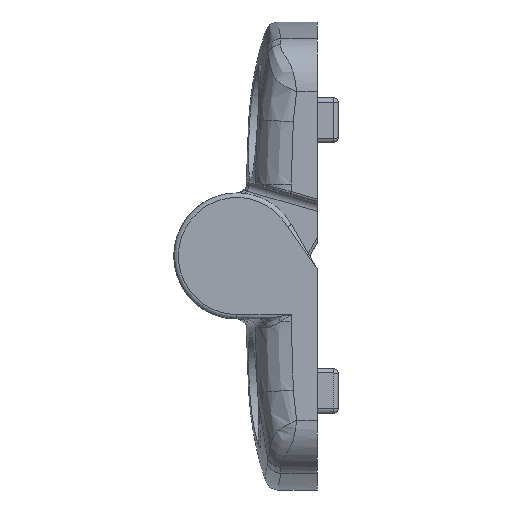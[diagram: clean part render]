
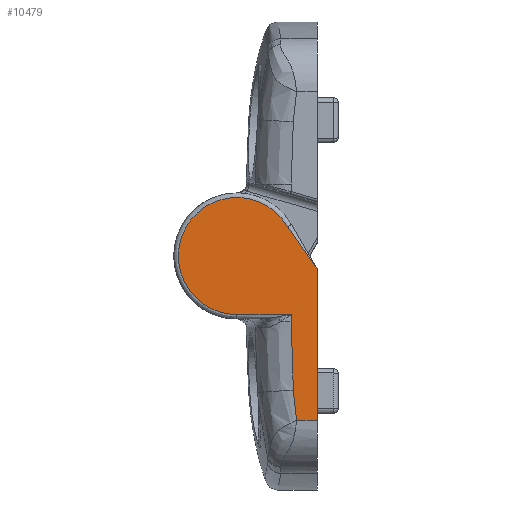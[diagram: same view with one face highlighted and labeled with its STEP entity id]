
A CAD part, left-side view. The second image highlights one B-rep face of the part: STEP entity #10479.
In plain terms, the highlighted planar face has unit normal (-1, 0, 0).
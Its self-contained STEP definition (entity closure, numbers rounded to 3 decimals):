
#132 = B_SPLINE_CURVE_WITH_KNOTS ( 'NONE', 3,
 ( #11241, #13736, #5379, #2879, #3971, #11318, #6393, #12404, #4203, #1613, #7494, #11166, #9904, #12564, #1690, #434, #1534, #9978, #6472, #583, #14760, #505, #660, #11094, #5454, #2955, #3034, #10212, #8887, #5299, #7798, #4276, #10060, #1762 ),
 .UNSPECIFIED., .F., .F.,
 ( 4, 2, 2, 2, 2, 2, 2, 2, 2, 2, 2, 2, 2, 2, 2, 2, 4 ),
 ( 0., 0.063, 0.125, 0.188, 0.25, 0.313, 0.375, 0.438, 0.5, 0.563, 0.625, 0.688, 0.75, 0.813, 0.875, 0.938, 1. ),
 .UNSPECIFIED. ) ;
#434 = CARTESIAN_POINT ( 'NONE',  ( -24.618, -2.388, 24.736 ) ) ;
#505 = CARTESIAN_POINT ( 'NONE',  ( -24.618, -0.888, 19.973 ) ) ;
#583 = CARTESIAN_POINT ( 'NONE',  ( -24.618, -0.962, 21.675 ) ) ;
#660 = CARTESIAN_POINT ( 'NONE',  ( -24.618, -0.962, 19.412 ) ) ;
#746 = EDGE_CURVE ( 'NONE', #9889, #6038, #3826, .T. ) ;
#1023 = EDGE_CURVE ( 'NONE', #9901, #15466, #6523, .T. ) ;
#1335 = B_SPLINE_CURVE_WITH_KNOTS ( 'NONE', 3,
 ( #2195, #2271, #4097, #3290 ),
 .UNSPECIFIED., .F., .F.,
 ( 4, 4 ),
 ( 0., 0.008 ),
 .UNSPECIFIED. ) ;
#1534 = CARTESIAN_POINT ( 'NONE',  ( -24.618, -2.044, 24.287 ) ) ;
#1612 = CARTESIAN_POINT ( 'NONE',  ( -24.618, -13.421, 13.243 ) ) ;
#1613 = CARTESIAN_POINT ( 'NONE',  ( -24.618, -6.818, 27.043 ) ) ;
#1690 = CARTESIAN_POINT ( 'NONE',  ( -24.618, -3.195, 25.543 ) ) ;
#1754 = AXIS2_PLACEMENT_3D ( 'NONE', #10582, #14179, #15350 ) ;
#1762 = CARTESIAN_POINT ( 'NONE',  ( -24.618, -7.388, 14.043 ) ) ;
#1801 = CARTESIAN_POINT ( 'NONE',  ( -24.618, -7.388, 14.043 ) ) ;
#2191 = EDGE_CURVE ( 'NONE', #12934, #14577, #3959, .T. ) ;
#2195 = CARTESIAN_POINT ( 'NONE',  ( -24.618, -13.421, 13.243 ) ) ;
#2196 = ORIENTED_EDGE ( 'NONE', *, *, #15468, .T. ) ;
#2271 = CARTESIAN_POINT ( 'NONE',  ( -24.618, -13.421, 10.708 ) ) ;
#2471 = CARTESIAN_POINT ( 'NONE',  ( -24.618, -16.292, 19.121 ) ) ;
#2499 = CARTESIAN_POINT ( 'NONE',  ( -24.618, -13.421, 13.243 ) ) ;
#2677 = EDGE_CURVE ( 'NONE', #6038, #13894, #1335, .T. ) ;
#2879 = CARTESIAN_POINT ( 'NONE',  ( -24.618, -11.581, 25.543 ) ) ;
#2955 = CARTESIAN_POINT ( 'NONE',  ( -24.618, -2.044, 16.8 ) ) ;
#3034 = CARTESIAN_POINT ( 'NONE',  ( -24.618, -2.388, 16.35 ) ) ;
#3235 = ORIENTED_EDGE ( 'NONE', *, *, #7466, .F. ) ;
#3290 = CARTESIAN_POINT ( 'NONE',  ( -24.618, -13.661, 5.645 ) ) ;
#3556 = CARTESIAN_POINT ( 'NONE',  ( -24.618, -16.338, 21.677 ) ) ;
#3826 = LINE ( 'NONE', #1612, #4055 ) ;
#3959 = LINE ( 'NONE', #5206, #15307 ) ;
#3971 = CARTESIAN_POINT ( 'NONE',  ( -24.618, -11.131, 25.887 ) ) ;
#4055 = VECTOR ( 'NONE', #12031, 1000. ) ;
#4097 = CARTESIAN_POINT ( 'NONE',  ( -24.618, -13.501, 8.175 ) ) ;
#4203 = CARTESIAN_POINT ( 'NONE',  ( -24.618, -7.958, 27.043 ) ) ;
#4220 = CARTESIAN_POINT ( 'NONE',  ( -24.618, -13.017, 23.793 ) ) ;
#4276 = CARTESIAN_POINT ( 'NONE',  ( -24.618, -6.256, 14.117 ) ) ;
#5108 = ORIENTED_EDGE ( 'NONE', *, *, #2677, .T. ) ;
#5206 = CARTESIAN_POINT ( 'NONE',  ( -24.618, -0.318, 2.283 ) ) ;
#5299 = CARTESIAN_POINT ( 'NONE',  ( -24.618, -4.631, 14.629 ) ) ;
#5379 = CARTESIAN_POINT ( 'NONE',  ( -24.618, -12.387, 24.736 ) ) ;
#5454 = CARTESIAN_POINT ( 'NONE',  ( -24.618, -1.474, 17.787 ) ) ;
#5610 = ORIENTED_EDGE ( 'NONE', *, *, #14636, .T. ) ;
#5997 = CARTESIAN_POINT ( 'NONE',  ( -24.618, -16.292, 19.121 ) ) ;
#6038 = VERTEX_POINT ( 'NONE', #2499 ) ;
#6074 = CARTESIAN_POINT ( 'NONE',  ( -24.618, -13.964, 22.153 ) ) ;
#6093 = EDGE_CURVE ( 'NONE', #14825, #12664, #132, .T. ) ;
#6393 = CARTESIAN_POINT ( 'NONE',  ( -24.618, -9.621, 26.674 ) ) ;
#6472 = CARTESIAN_POINT ( 'NONE',  ( -24.618, -1.257, 22.776 ) ) ;
#6523 = B_SPLINE_CURVE_WITH_KNOTS ( 'NONE', 3,
 ( #11570, #14078, #13988, #10635 ),
 .UNSPECIFIED., .F., .F.,
 ( 4, 4 ),
 ( 0.014, 0.014 ),
 .UNSPECIFIED. ) ;
#6529 = CARTESIAN_POINT ( 'NONE',  ( -24.618, -16.338, 19.111 ) ) ;
#6590 = CARTESIAN_POINT ( 'NONE',  ( -24.618, -13.854, 3.395 ) ) ;
#6730 = EDGE_CURVE ( 'NONE', #13894, #12934, #7992, .T. ) ;
#7222 = ORIENTED_EDGE ( 'NONE', *, *, #6093, .T. ) ;
#7466 = EDGE_CURVE ( 'NONE', #9901, #14577, #14270, .T. ) ;
#7494 = CARTESIAN_POINT ( 'NONE',  ( -24.618, -6.256, 26.969 ) ) ;
#7755 = CARTESIAN_POINT ( 'NONE',  ( -24.618, -13.732, 4.515 ) ) ;
#7798 = CARTESIAN_POINT ( 'NONE',  ( -24.618, -5.155, 14.412 ) ) ;
#7880 = ORIENTED_EDGE ( 'NONE', *, *, #6730, .T. ) ;
#7913 = CARTESIAN_POINT ( 'NONE',  ( -24.618, -14.026, 2.283 ) ) ;
#7992 = B_SPLINE_CURVE_WITH_KNOTS ( 'NONE', 3,
 ( #9538, #7755, #6590, #7913 ),
 .UNSPECIFIED., .F., .F.,
 ( 4, 4 ),
 ( 0., 0.003 ),
 .UNSPECIFIED. ) ;
#8085 = CARTESIAN_POINT ( 'NONE',  ( -24.618, -16.338, 2.283 ) ) ;
#8238 = DIRECTION ( 'NONE',  ( 0., -1., 0. ) ) ;
#8402 = DIRECTION ( 'NONE',  ( 0., 0., -1. ) ) ;
#8416 = CARTESIAN_POINT ( 'NONE',  ( -24.618, -15.128, 20.637 ) ) ;
#8717 = CARTESIAN_POINT ( 'NONE',  ( -24.618, -13.421, 14.043 ) ) ;
#8887 = CARTESIAN_POINT ( 'NONE',  ( -24.618, -3.644, 15.199 ) ) ;
#8979 = VECTOR ( 'NONE', #8402, 1000. ) ;
#9065 = ORIENTED_EDGE ( 'NONE', *, *, #746, .T. ) ;
#9398 = PLANE ( 'NONE',  #1754 ) ;
#9405 = CARTESIAN_POINT ( 'NONE',  ( -24.618, -14.026, 2.283 ) ) ;
#9430 = CARTESIAN_POINT ( 'NONE',  ( -24.618, -13.017, 23.793 ) ) ;
#9509 = ORIENTED_EDGE ( 'NONE', *, *, #2191, .T. ) ;
#9538 = CARTESIAN_POINT ( 'NONE',  ( -24.618, -13.661, 5.645 ) ) ;
#9779 = VECTOR ( 'NONE', #8238, 1000. ) ;
#9889 = VERTEX_POINT ( 'NONE', #8717 ) ;
#9891 = DIRECTION ( 'NONE',  ( 0., -1., 0. ) ) ;
#9901 = VERTEX_POINT ( 'NONE', #6529 ) ;
#9904 = CARTESIAN_POINT ( 'NONE',  ( -24.618, -4.632, 26.458 ) ) ;
#9978 = CARTESIAN_POINT ( 'NONE',  ( -24.618, -1.473, 23.3 ) ) ;
#10060 = CARTESIAN_POINT ( 'NONE',  ( -24.618, -6.817, 14.043 ) ) ;
#10212 = CARTESIAN_POINT ( 'NONE',  ( -24.618, -3.195, 15.544 ) ) ;
#10479 = ADVANCED_FACE ( 'NONE', ( #14407 ), #9398, .T. ) ;
#10582 = CARTESIAN_POINT ( 'NONE',  ( -24.618, -8.438, 30.543 ) ) ;
#10589 = LINE ( 'NONE', #15360, #9779 ) ;
#10596 = ORIENTED_EDGE ( 'NONE', *, *, #1023, .T. ) ;
#10635 = CARTESIAN_POINT ( 'NONE',  ( -24.618, -16.292, 19.121 ) ) ;
#11094 = CARTESIAN_POINT ( 'NONE',  ( -24.618, -1.257, 18.31 ) ) ;
#11166 = CARTESIAN_POINT ( 'NONE',  ( -24.618, -5.155, 26.674 ) ) ;
#11241 = CARTESIAN_POINT ( 'NONE',  ( -24.618, -13.017, 23.793 ) ) ;
#11318 = CARTESIAN_POINT ( 'NONE',  ( -24.618, -10.144, 26.458 ) ) ;
#11570 = CARTESIAN_POINT ( 'NONE',  ( -24.618, -16.338, 19.111 ) ) ;
#12031 = DIRECTION ( 'NONE',  ( 0., 0., -1. ) ) ;
#12404 = CARTESIAN_POINT ( 'NONE',  ( -24.618, -8.519, 26.969 ) ) ;
#12564 = CARTESIAN_POINT ( 'NONE',  ( -24.618, -3.644, 25.887 ) ) ;
#12664 = VERTEX_POINT ( 'NONE', #1801 ) ;
#12934 = VERTEX_POINT ( 'NONE', #9405 ) ;
#13264 = EDGE_LOOP ( 'NONE', ( #5108, #7880, #9509, #3235, #10596, #2196, #7222, #5610, #9065 ) ) ;
#13315 = B_SPLINE_CURVE_WITH_KNOTS ( 'NONE', 3,
 ( #2471, #8416, #6074, #9430 ),
 .UNSPECIFIED., .F., .F.,
 ( 4, 4 ),
 ( 0., 1. ),
 .UNSPECIFIED. ) ;
#13580 = CARTESIAN_POINT ( 'NONE',  ( -24.618, -13.661, 5.645 ) ) ;
#13736 = CARTESIAN_POINT ( 'NONE',  ( -24.618, -12.731, 24.288 ) ) ;
#13894 = VERTEX_POINT ( 'NONE', #13580 ) ;
#13988 = CARTESIAN_POINT ( 'NONE',  ( -24.618, -16.307, 19.118 ) ) ;
#14078 = CARTESIAN_POINT ( 'NONE',  ( -24.618, -16.322, 19.115 ) ) ;
#14179 = DIRECTION ( 'NONE',  ( -1., 0., 0. ) ) ;
#14270 = LINE ( 'NONE', #3556, #8979 ) ;
#14407 = FACE_OUTER_BOUND ( 'NONE', #13264, .T. ) ;
#14577 = VERTEX_POINT ( 'NONE', #8085 ) ;
#14636 = EDGE_CURVE ( 'NONE', #12664, #9889, #10589, .T. ) ;
#14760 = CARTESIAN_POINT ( 'NONE',  ( -24.618, -0.888, 21.113 ) ) ;
#14825 = VERTEX_POINT ( 'NONE', #4220 ) ;
#15307 = VECTOR ( 'NONE', #9891, 1000. ) ;
#15350 = DIRECTION ( 'NONE',  ( 0., 0., 1. ) ) ;
#15360 = CARTESIAN_POINT ( 'NONE',  ( -24.618, -9.828, 14.043 ) ) ;
#15466 = VERTEX_POINT ( 'NONE', #5997 ) ;
#15468 = EDGE_CURVE ( 'NONE', #15466, #14825, #13315, .T. ) ;
